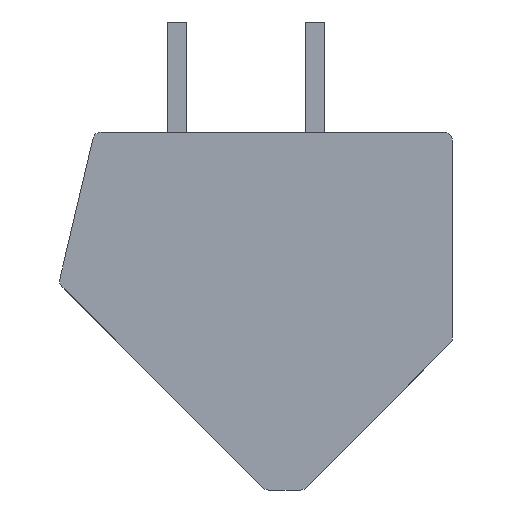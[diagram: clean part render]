
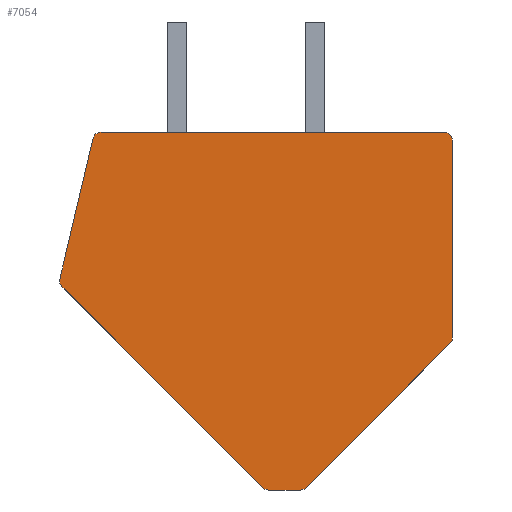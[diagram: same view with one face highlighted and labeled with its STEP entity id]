
A CAD part, front view. The second image highlights one B-rep face of the part: STEP entity #7054.
In plain terms, the highlighted planar face has unit normal (0, -1, 0).
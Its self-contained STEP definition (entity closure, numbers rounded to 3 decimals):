
#1303=CARTESIAN_POINT('',(1.626,-3.54,-6.2));
#1304=DIRECTION('',(0.,-1.,0.));
#1305=DIRECTION('',(0.,0.,-1.));
#1306=AXIS2_PLACEMENT_3D('',#1303,#1304,#1305);
#1308=DIRECTION('',(1.,0.,0.));
#1309=VECTOR('',#1308,1.151);
#1310=CARTESIAN_POINT('',(0.474,-3.54,-6.5));
#1311=LINE('',#1310,#1309);
#1312=CARTESIAN_POINT('',(0.474,-3.54,-6.2));
#1313=DIRECTION('',(0.,-1.,0.));
#1314=DIRECTION('',(-0.707,0.,-0.707));
#1315=AXIS2_PLACEMENT_3D('',#1312,#1313,#1314);
#1317=DIRECTION('',(0.707,0.,-0.707));
#1318=VECTOR('',#1317,10.315);
#1319=CARTESIAN_POINT('',(-7.032,-3.54,0.882));
#1320=LINE('',#1319,#1318);
#1321=CARTESIAN_POINT('',(-6.82,-3.54,1.094));
#1322=DIRECTION('',(0.,-1.,0.));
#1323=DIRECTION('',(-0.973,0.,0.23));
#1324=AXIS2_PLACEMENT_3D('',#1321,#1322,#1323);
#1326=DIRECTION('',(-0.23,0.,-0.973));
#1327=VECTOR('',#1326,5.247);
#1328=CARTESIAN_POINT('',(-5.905,-3.54,6.269));
#1329=LINE('',#1328,#1327);
#1330=CARTESIAN_POINT('',(-5.613,-3.54,6.2));
#1331=DIRECTION('',(0.,-1.,0.));
#1332=DIRECTION('',(0.,0.,1.));
#1333=AXIS2_PLACEMENT_3D('',#1330,#1331,#1332);
#1335=DIRECTION('',(-1.,0.,0.));
#1336=VECTOR('',#1335,12.463);
#1337=CARTESIAN_POINT('',(6.85,-3.54,6.5));
#1338=LINE('',#1337,#1336);
#1339=CARTESIAN_POINT('',(6.85,-3.54,6.2));
#1340=DIRECTION('',(0.,-1.,0.));
#1341=DIRECTION('',(1.,0.,0.));
#1342=AXIS2_PLACEMENT_3D('',#1339,#1340,#1341);
#1344=DIRECTION('',(0.,0.,1.));
#1345=VECTOR('',#1344,7.176);
#1346=CARTESIAN_POINT('',(7.15,-3.54,-0.976));
#1347=LINE('',#1346,#1345);
#1348=CARTESIAN_POINT('',(6.85,-3.54,-0.976));
#1349=DIRECTION('',(0.,-1.,0.));
#1350=DIRECTION('',(0.707,0.,-0.707));
#1351=AXIS2_PLACEMENT_3D('',#1348,#1349,#1350);
#1353=DIRECTION('',(0.707,0.,0.707));
#1354=VECTOR('',#1353,7.388);
#1355=CARTESIAN_POINT('',(1.838,-3.54,-6.412));
#1356=LINE('',#1355,#1354);
#4621=CARTESIAN_POINT('',(1.626,-3.54,-6.5));
#4622=CARTESIAN_POINT('',(1.838,-3.54,-6.412));
#4623=VERTEX_POINT('',#4621);
#4624=VERTEX_POINT('',#4622);
#4625=CARTESIAN_POINT('',(7.062,-3.54,-1.188));
#4626=VERTEX_POINT('',#4625);
#4627=CARTESIAN_POINT('',(7.15,-3.54,-0.976));
#4628=VERTEX_POINT('',#4627);
#4629=CARTESIAN_POINT('',(7.15,-3.54,6.2));
#4630=VERTEX_POINT('',#4629);
#4631=CARTESIAN_POINT('',(6.85,-3.54,6.5));
#4632=VERTEX_POINT('',#4631);
#4633=CARTESIAN_POINT('',(-5.613,-3.54,6.5));
#4634=VERTEX_POINT('',#4633);
#4635=CARTESIAN_POINT('',(-5.905,-3.54,6.269));
#4636=VERTEX_POINT('',#4635);
#4637=CARTESIAN_POINT('',(-7.112,-3.54,1.163));
#4638=VERTEX_POINT('',#4637);
#4639=CARTESIAN_POINT('',(-7.032,-3.54,0.882));
#4640=VERTEX_POINT('',#4639);
#4641=CARTESIAN_POINT('',(0.262,-3.54,-6.412));
#4642=VERTEX_POINT('',#4641);
#4643=CARTESIAN_POINT('',(0.474,-3.54,-6.5));
#4644=VERTEX_POINT('',#4643);
#7035=CARTESIAN_POINT('',(0.,-3.54,0.));
#7036=DIRECTION('',(0.,-1.,0.));
#7037=DIRECTION('',(-1.,0.,0.));
#7038=AXIS2_PLACEMENT_3D('',#7035,#7036,#7037);
#7039=PLANE('',#7038);
#7040=ORIENTED_EDGE('',*,*,#6124,.F.);
#7041=ORIENTED_EDGE('',*,*,#6139,.F.);
#7042=ORIENTED_EDGE('',*,*,#6153,.F.);
#7043=ORIENTED_EDGE('',*,*,#6167,.F.);
#7044=ORIENTED_EDGE('',*,*,#6481,.F.);
#7045=ORIENTED_EDGE('',*,*,#6495,.F.);
#7046=ORIENTED_EDGE('',*,*,#6509,.F.);
#7047=ORIENTED_EDGE('',*,*,#6523,.F.);
#7048=ORIENTED_EDGE('',*,*,#6837,.F.);
#7049=ORIENTED_EDGE('',*,*,#6851,.F.);
#7050=ORIENTED_EDGE('',*,*,#6865,.F.);
#7051=ORIENTED_EDGE('',*,*,#6878,.F.);
#7052=EDGE_LOOP('',(#7040,#7041,#7042,#7043,#7044,#7045,#7046,#7047,#7048,#7049,
#7050,#7051));
#7053=FACE_OUTER_BOUND('',#7052,.F.);
#7054=ADVANCED_FACE('',(#7053),#7039,.T.);
#1307=CIRCLE('',#1306,0.3);
#1316=CIRCLE('',#1315,0.3);
#1325=CIRCLE('',#1324,0.3);
#1334=CIRCLE('',#1333,0.3);
#1343=CIRCLE('',#1342,0.3);
#1352=CIRCLE('',#1351,0.3);
#6124=EDGE_CURVE('',#4623,#4624,#1307,.T.);
#6139=EDGE_CURVE('',#4644,#4623,#1311,.T.);
#6153=EDGE_CURVE('',#4642,#4644,#1316,.T.);
#6167=EDGE_CURVE('',#4640,#4642,#1320,.T.);
#6481=EDGE_CURVE('',#4638,#4640,#1325,.T.);
#6495=EDGE_CURVE('',#4636,#4638,#1329,.T.);
#6509=EDGE_CURVE('',#4634,#4636,#1334,.T.);
#6523=EDGE_CURVE('',#4632,#4634,#1338,.T.);
#6837=EDGE_CURVE('',#4630,#4632,#1343,.T.);
#6851=EDGE_CURVE('',#4628,#4630,#1347,.T.);
#6865=EDGE_CURVE('',#4626,#4628,#1352,.T.);
#6878=EDGE_CURVE('',#4624,#4626,#1356,.T.);
